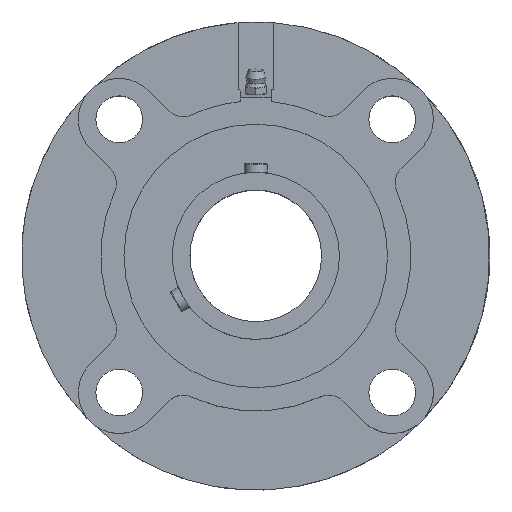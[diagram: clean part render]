
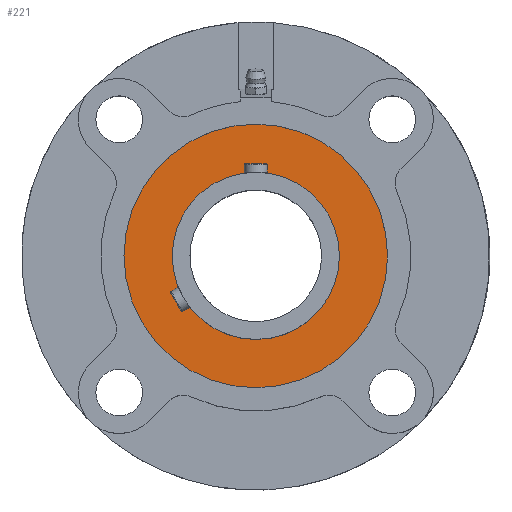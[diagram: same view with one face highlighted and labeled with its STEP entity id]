
A CAD part, top view. The second image highlights one B-rep face of the part: STEP entity #221.
In plain terms, the highlighted planar face has unit normal (0, 0, 1).
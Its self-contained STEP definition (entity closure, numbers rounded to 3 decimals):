
#221 = ADVANCED_FACE( '', ( #532, #533 ), #534, .T. );
#532 = FACE_BOUND( '', #953, .T. );
#533 = FACE_OUTER_BOUND( '', #954, .T. );
#534 = PLANE( '', #955 );
#953 = EDGE_LOOP( '', ( #1514 ) );
#954 = EDGE_LOOP( '', ( #1515 ) );
#955 = AXIS2_PLACEMENT_3D( '', #1516, #1517, #1518 );
#1514 = ORIENTED_EDGE( '', *, *, #2428, .F. );
#1515 = ORIENTED_EDGE( '', *, *, #2429, .T. );
#1516 = CARTESIAN_POINT( '', ( 0., 0., 20.8 ) );
#1517 = DIRECTION( '', ( 0., 0., 1. ) );
#1518 = DIRECTION( '', ( 1., 0., 0. ) );
#2428 = EDGE_CURVE( '', #2916, #2916, #2917, .T. );
#2429 = EDGE_CURVE( '', #2918, #2918, #2919, .T. );
#2916 = VERTEX_POINT( '', #3821 );
#2917 = CIRCLE( '', #3822, 28.57 );
#2918 = VERTEX_POINT( '', #3823 );
#2919 = CIRCLE( '', #3824, 45.05 );
#3821 = CARTESIAN_POINT( '', ( 28.57, 0., 20.8 ) );
#3822 = AXIS2_PLACEMENT_3D( '', #4675, #4676, #4677 );
#3823 = CARTESIAN_POINT( '', ( 45.05, 0., 20.8 ) );
#3824 = AXIS2_PLACEMENT_3D( '', #4678, #4679, #4680 );
#4675 = CARTESIAN_POINT( '', ( 0., 0., 20.8 ) );
#4676 = DIRECTION( '', ( 0., 0., 1. ) );
#4677 = DIRECTION( '', ( 1., 0., 0. ) );
#4678 = CARTESIAN_POINT( '', ( 0., 0., 20.8 ) );
#4679 = DIRECTION( '', ( 0., 0., 1. ) );
#4680 = DIRECTION( '', ( 1., 0., 0. ) );
